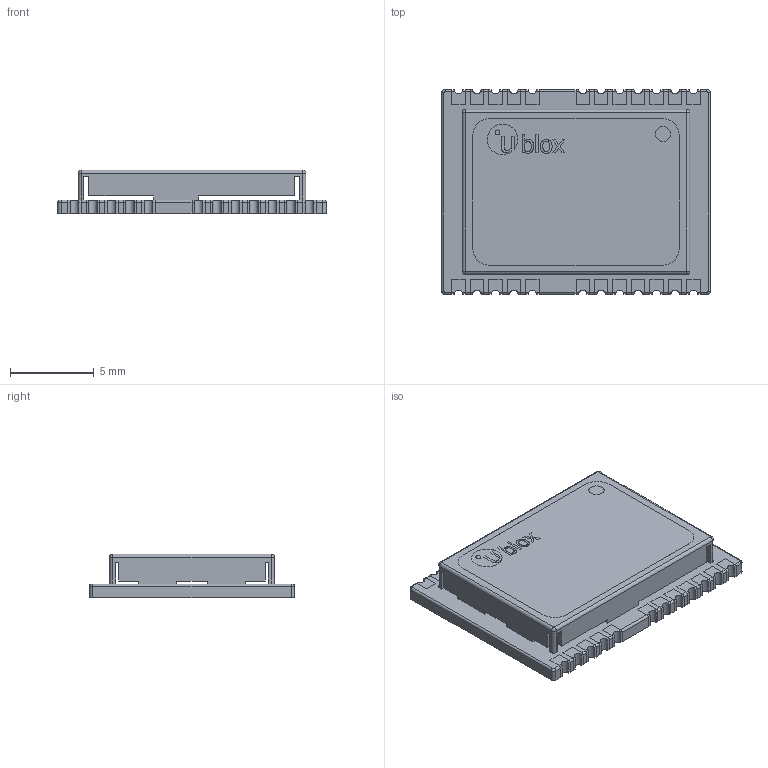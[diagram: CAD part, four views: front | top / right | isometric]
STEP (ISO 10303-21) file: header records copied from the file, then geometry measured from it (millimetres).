
FILE_DESCRIPTION(/* description */ (''),/* implementation_level */ '2;1');
FILE_NAME(/* name */ '1.stp',/* time_stamp */ '2020-02-01T08:24:43+02:00',/* author */ ('k'),/* organization */ (''),/* preprocessor_version */ 'ST-DEVELOPER v15.6',/* originating_system */ 'Autodesk Inventor 2015',/* authorisation */ '');
FILE_SCHEMA (('AUTOMOTIVE_DESIGN { 1 0 10303 214 3 1 1 }'));
Length unit declared in the file: millimetre
Products named in the file (8): 1; 2; 3; 4; 5; 6; 7
Bounding box: 16 x 12.2 x 2.6 mm (x, y, z)
Volume: 210.8 mm3; surface area: 1509.2 mm2
Topology: 33 solids, 33 shells, 600 faces, 1594 edges, 1060 vertices
Faces by surface type: plane 451, cylinder 119, bspline 26, sphere 4
Full cylindrical faces by diameter (mm): 0.291 x1, 0.911 x1
Entity records: 19092 total; most frequent: CARTESIAN_POINT 4017, ORIENTED_EDGE 3184, DIRECTION 2880, EDGE_CURVE 1592, LINE 1298, VECTOR 1298, VERTEX_POINT 1060, AXIS2_PLACEMENT_3D 791
